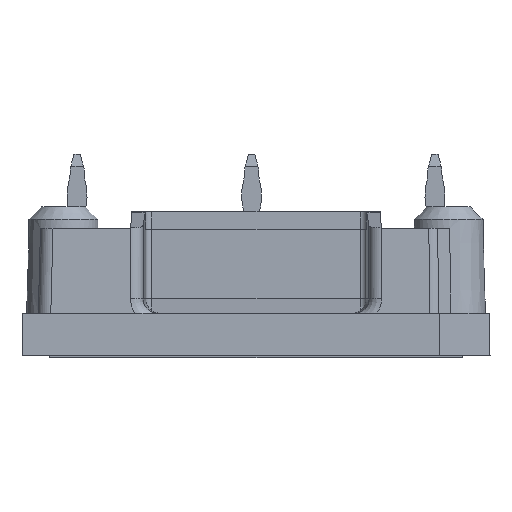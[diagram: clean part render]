
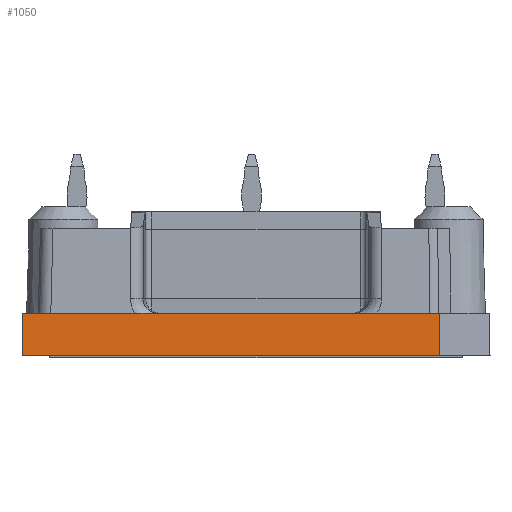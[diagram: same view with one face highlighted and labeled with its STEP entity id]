
A CAD part, left-side view. The second image highlights one B-rep face of the part: STEP entity #1050.
In plain terms, the highlighted planar face has unit normal (-1, 0, 0.018).
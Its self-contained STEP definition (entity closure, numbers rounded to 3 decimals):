
#1050 = ADVANCED_FACE( '', ( #3084 ), #3085, .T. );
#3084 = FACE_OUTER_BOUND( '', #6210, .T. );
#3085 = PLANE( '', #6211 );
#6210 = EDGE_LOOP( '', ( #9665, #9666, #9667, #9668 ) );
#6211 = AXIS2_PLACEMENT_3D( '', #9669, #9670, #9671 );
#9665 = ORIENTED_EDGE( '', *, *, #19224, .T. );
#9666 = ORIENTED_EDGE( '', *, *, #19225, .F. );
#9667 = ORIENTED_EDGE( '', *, *, #19226, .T. );
#9668 = ORIENTED_EDGE( '', *, *, #19227, .T. );
#9669 = CARTESIAN_POINT( '', ( -41., 0., 0. ) );
#9670 = DIRECTION( '', ( -1., 0., 0.017 ) );
#9671 = DIRECTION( '', ( 0., 1., 0. ) );
#19224 = EDGE_CURVE( '', #22991, #22992, #22993, .T. );
#19225 = EDGE_CURVE( '', #22994, #22992, #22995, .T. );
#19226 = EDGE_CURVE( '', #22994, #22996, #22997, .T. );
#19227 = EDGE_CURVE( '', #22996, #22991, #22998, .T. );
#22991 = VERTEX_POINT( '', #28552 );
#22992 = VERTEX_POINT( '', #28553 );
#22993 = LINE( '', #28554, #28555 );
#22994 = VERTEX_POINT( '', #28556 );
#22995 = LINE( '', #28557, #28558 );
#22996 = VERTEX_POINT( '', #28559 );
#22997 = LINE( '', #28560, #28561 );
#22998 = LINE( '', #28562, #28563 );
#28552 = CARTESIAN_POINT( '', ( -41., -14.7, 0. ) );
#28553 = CARTESIAN_POINT( '', ( -40.941, -14.675, 3.4 ) );
#28554 = CARTESIAN_POINT( '', ( -40.998, -14.699, 0.134 ) );
#28555 = VECTOR( '', #36517, 1000. );
#28556 = CARTESIAN_POINT( '', ( -40.941, 18.641, 3.4 ) );
#28557 = CARTESIAN_POINT( '', ( -40.941, 0., 3.4 ) );
#28558 = VECTOR( '', #36518, 1000. );
#28559 = CARTESIAN_POINT( '', ( -41., 18.7, 0. ) );
#28560 = CARTESIAN_POINT( '', ( -40.994, 18.694, 0.326 ) );
#28561 = VECTOR( '', #36519, 1000. );
#28562 = CARTESIAN_POINT( '', ( -41., 0., 0. ) );
#28563 = VECTOR( '', #36520, 1000. );
#36517 = DIRECTION( '', ( 0.017, 0.007, 1. ) );
#36518 = DIRECTION( '', ( 0., -1., 0. ) );
#36519 = DIRECTION( '', ( -0.017, 0.017, -1. ) );
#36520 = DIRECTION( '', ( 0., -1., 0. ) );
